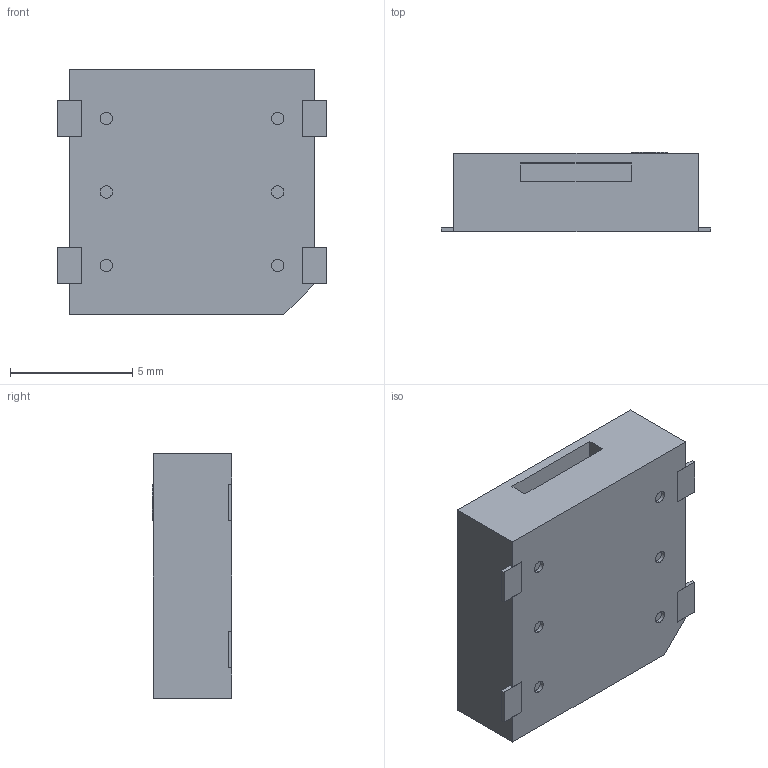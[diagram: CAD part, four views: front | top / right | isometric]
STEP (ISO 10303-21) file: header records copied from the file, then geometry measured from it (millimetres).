
FILE_DESCRIPTION (( 'STEP AP214' ), '1' );
FILE_NAME ('CUI_DEVICES_CSS-95B30-SMT-TR.step', '2019-10-20T21:36:20', ( '' ), ( '' ), 'SwSTEP 2.0', 'SolidWorks 2019', '' );
FILE_SCHEMA (( 'AUTOMOTIVE_DESIGN' ));
Length unit declared in the file: inch
Products named in the file (1): CUI_DEVICES_CSS-95B30-SMT-TR
Bounding box: 11 x 3.25 x 10 mm (x, y, z)
Volume: 312.8 mm3; surface area: 357.3 mm2
Topology: 5 solids, 5 shells, 86 faces, 200 edges, 133 vertices
Faces by surface type: plane 72, cylinder 14
Entity records: 3626 total; most frequent: CARTESIAN_POINT 420, DIRECTION 402, ORIENTED_EDGE 400, EDGE_CURVE 200, VECTOR 172, LINE 172, VERTEX_POINT 133, AXIS2_PLACEMENT_3D 115
